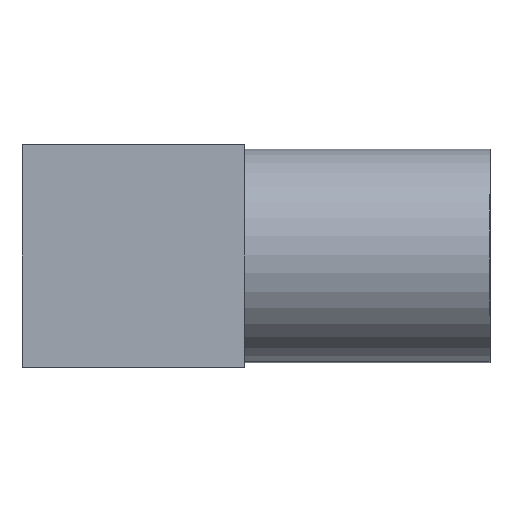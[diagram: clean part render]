
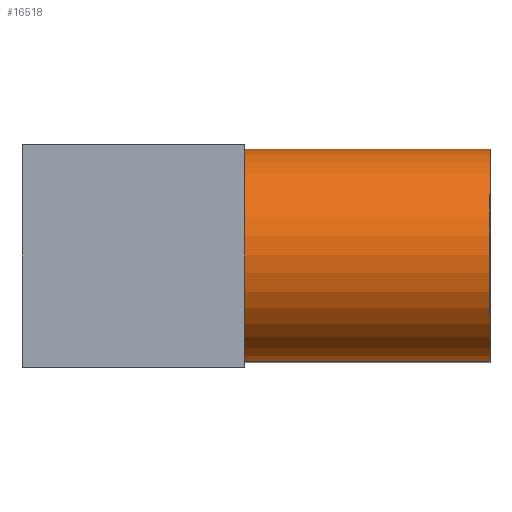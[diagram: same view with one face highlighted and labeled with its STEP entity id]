
A CAD part, left-side view. The second image highlights one B-rep face of the part: STEP entity #16518.
In plain terms, the highlighted cylindrical face has radius 3.05 mm (diameter 6.1 mm), a partial arc.
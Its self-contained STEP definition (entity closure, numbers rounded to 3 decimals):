
#286 = CARTESIAN_POINT ( 'NONE',  ( 0.561, -10.175, 2.998 ) ) ;
#919 = DIRECTION ( 'NONE',  ( 0., 1., 0. ) ) ;
#1118 = AXIS2_PLACEMENT_3D ( 'NONE', #15464, #5976, #2096 ) ;
#1389 = ORIENTED_EDGE ( 'NONE', *, *, #14842, .T. ) ;
#1609 = AXIS2_PLACEMENT_3D ( 'NONE', #6561, #11968, #15698 ) ;
#2042 = VECTOR ( 'NONE', #8389, 1000. ) ;
#2096 = DIRECTION ( 'NONE',  ( -0.184, 0., -0.983 ) ) ;
#2238 = LINE ( 'NONE', #13029, #13987 ) ;
#2655 = CARTESIAN_POINT ( 'NONE',  ( -0.561, -10.175, -2.998 ) ) ;
#3761 = CARTESIAN_POINT ( 'NONE',  ( 0., -3.175, 0. ) ) ;
#3931 = DIRECTION ( 'NONE',  ( -0.184, 0., -0.983 ) ) ;
#4151 = LINE ( 'NONE', #2655, #2042 ) ;
#4259 = VERTEX_POINT ( 'NONE', #6367 ) ;
#5764 = ORIENTED_EDGE ( 'NONE', *, *, #7838, .F. ) ;
#5976 = DIRECTION ( 'NONE',  ( 0., -1., 0. ) ) ;
#6367 = CARTESIAN_POINT ( 'NONE',  ( -0.561, -3.175, -2.998 ) ) ;
#6561 = CARTESIAN_POINT ( 'NONE',  ( 0., -10.175, 0. ) ) ;
#6697 = VERTEX_POINT ( 'NONE', #12377 ) ;
#7838 = EDGE_CURVE ( 'NONE', #6697, #4259, #4151, .T. ) ;
#8389 = DIRECTION ( 'NONE',  ( 0., 1., 0. ) ) ;
#8726 = CIRCLE ( 'NONE', #1118, 3.05 ) ;
#10284 = FACE_OUTER_BOUND ( 'NONE', #11806, .T. ) ;
#11701 = EDGE_CURVE ( 'NONE', #11936, #14807, #2238, .T. ) ;
#11806 = EDGE_LOOP ( 'NONE', ( #5764, #13358, #16718, #1389 ) ) ;
#11936 = VERTEX_POINT ( 'NONE', #286 ) ;
#11968 = DIRECTION ( 'NONE',  ( 0., 1., 0. ) ) ;
#12377 = CARTESIAN_POINT ( 'NONE',  ( -0.561, -10.175, -2.998 ) ) ;
#13029 = CARTESIAN_POINT ( 'NONE',  ( 0.561, -10.175, 2.998 ) ) ;
#13038 = CYLINDRICAL_SURFACE ( 'NONE', #1609, 3.05 ) ;
#13358 = ORIENTED_EDGE ( 'NONE', *, *, #14636, .F. ) ;
#13987 = VECTOR ( 'NONE', #919, 1000. ) ;
#14481 = CARTESIAN_POINT ( 'NONE',  ( 0.561, -3.175, 2.998 ) ) ;
#14581 = CIRCLE ( 'NONE', #16001, 3.05 ) ;
#14636 = EDGE_CURVE ( 'NONE', #11936, #6697, #8726, .T. ) ;
#14807 = VERTEX_POINT ( 'NONE', #14481 ) ;
#14842 = EDGE_CURVE ( 'NONE', #14807, #4259, #14581, .T. ) ;
#15464 = CARTESIAN_POINT ( 'NONE',  ( 0., -10.175, 0. ) ) ;
#15698 = DIRECTION ( 'NONE',  ( 0.184, 0., 0.983 ) ) ;
#16001 = AXIS2_PLACEMENT_3D ( 'NONE', #3761, #17390, #3931 ) ;
#16518 = ADVANCED_FACE ( 'NONE', ( #10284 ), #13038, .T. ) ;
#16718 = ORIENTED_EDGE ( 'NONE', *, *, #11701, .T. ) ;
#17390 = DIRECTION ( 'NONE',  ( 0., -1., 0. ) ) ;
